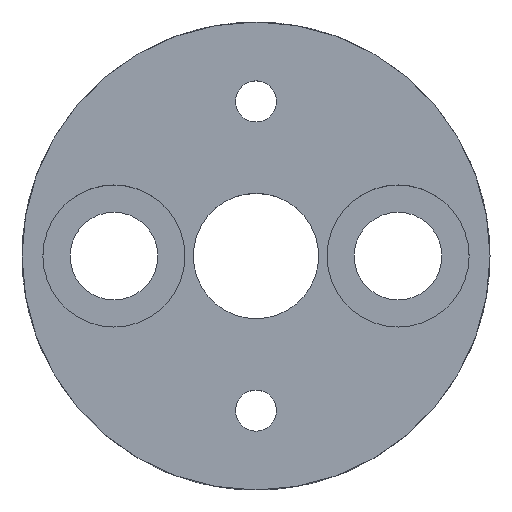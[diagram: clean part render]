
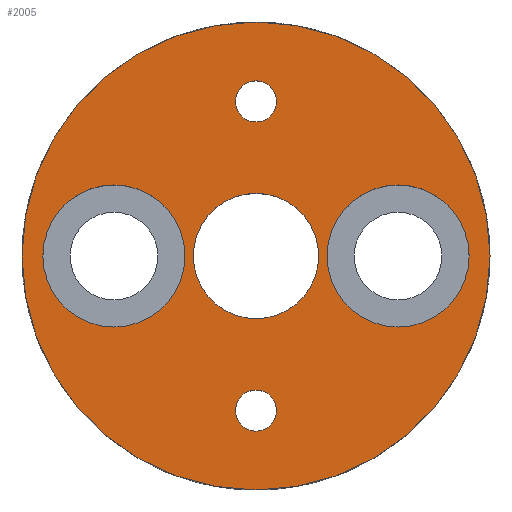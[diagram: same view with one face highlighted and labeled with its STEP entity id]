
A CAD part, top view. The second image highlights one B-rep face of the part: STEP entity #2005.
In plain terms, the highlighted planar face has unit normal (0, 0, 1).
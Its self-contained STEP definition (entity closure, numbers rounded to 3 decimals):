
#973=EDGE_CURVE('',#2015,#2481,#2842,.T.);
#1139=VERTEX_POINT('',#3032);
#1151=EDGE_CURVE('',#2673,#1265,#3045,.T.);
#1265=VERTEX_POINT('',#3166);
#1275=EDGE_CURVE('',#2187,#2209,#3177,.T.);
#1515=EDGE_CURVE('',#1733,#1821,#3443,.T.);
#1605=EDGE_CURVE('',#2245,#2597,#3544,.T.);
#1661=EDGE_CURVE('',#1821,#1733,#3607,.T.);
#1725=EDGE_CURVE('',#2597,#2245,#3676,.T.);
#1733=VERTEX_POINT('',#3684);
#1741=EDGE_CURVE('',#1265,#2673,#3692,.T.);
#1821=VERTEX_POINT('',#3783);
#1997=EDGE_CURVE('',#2209,#2187,#3983,.T.);
#2005=ADVANCED_FACE('',(#3991,#3992,#3993,#3994,#3995,#3996),#3997,.T.);
#2015=VERTEX_POINT('',#4009);
#2117=EDGE_CURVE('',#2481,#2015,#4124,.T.);
#2151=EDGE_CURVE('',#1139,#2399,#4164,.T.);
#2187=VERTEX_POINT('',#4202);
#2209=VERTEX_POINT('',#4226);
#2245=VERTEX_POINT('',#4264);
#2309=EDGE_CURVE('',#2399,#1139,#4342,.T.);
#2399=VERTEX_POINT('',#4441);
#2481=VERTEX_POINT('',#4537);
#2597=VERTEX_POINT('',#4668);
#2673=VERTEX_POINT('',#4757);
#2842=CIRCLE('',#4941,7.5);
#3032=CARTESIAN_POINT('',(2.465,18.5,13.0));
#3045=CIRCLE('',#5206,8.5);
#3166=CARTESIAN_POINT('',(25.5,0.,13.0));
#3177=CIRCLE('',#5384,8.5);
#3443=CIRCLE('',#5731,28.0);
#3544=CIRCLE('',#5864,2.465);
#3607=CIRCLE('',#5951,28.0);
#3676=CIRCLE('',#6044,2.465);
#3684=CARTESIAN_POINT('',(28.0,0.,13.0));
#3692=CIRCLE('',#6067,8.5);
#3783=CARTESIAN_POINT('',(-28.0,0.,13.0));
#3983=CIRCLE('',#6436,8.5);
#3991=FACE_BOUND('',#6446,.T.);
#3992=FACE_BOUND('',#6447,.T.);
#3993=FACE_BOUND('',#6448,.T.);
#3994=FACE_BOUND('',#6449,.T.);
#3995=FACE_BOUND('',#6450,.T.);
#3996=FACE_OUTER_BOUND('',#6451,.T.);
#3997=PLANE('',#6452);
#4009=CARTESIAN_POINT('',(7.5,0.,13.0));
#4124=CIRCLE('',#6607,7.5);
#4164=CIRCLE('',#6653,2.465);
#4202=CARTESIAN_POINT('',(-25.5,0.0,13.0));
#4226=CARTESIAN_POINT('',(-8.5,0.,13.0));
#4264=CARTESIAN_POINT('',(2.465,-18.5,13.0));
#4342=CIRCLE('',#6882,2.465);
#4441=CARTESIAN_POINT('',(-2.465,18.5,13.0));
#4537=CARTESIAN_POINT('',(-7.5,0.0,13.0));
#4668=CARTESIAN_POINT('',(-2.465,-18.5,13.0));
#4757=CARTESIAN_POINT('',(8.5,0.0,13.0));
#4941=AXIS2_PLACEMENT_3D('',#7634,#7635,#7636);
#5206=AXIS2_PLACEMENT_3D('',#7917,#7918,#7919);
#5384=AXIS2_PLACEMENT_3D('',#8049,#8050,#8051);
#5731=AXIS2_PLACEMENT_3D('',#8415,#8416,#8417);
#5864=AXIS2_PLACEMENT_3D('',#8543,#8544,#8545);
#5951=AXIS2_PLACEMENT_3D('',#8646,#8647,#8648);
#6044=AXIS2_PLACEMENT_3D('',#8733,#8734,#8735);
#6067=AXIS2_PLACEMENT_3D('',#8744,#8745,#8746);
#6436=AXIS2_PLACEMENT_3D('',#9157,#9158,#9159);
#6446=EDGE_LOOP('',(#9167,#9168));
#6447=EDGE_LOOP('',(#9169,#9170));
#6448=EDGE_LOOP('',(#9171,#9172));
#6449=EDGE_LOOP('',(#9173,#9174));
#6450=EDGE_LOOP('',(#9175,#9176));
#6451=EDGE_LOOP('',(#9177,#9178));
#6452=AXIS2_PLACEMENT_3D('',#9179,#9180,#9181);
#6607=AXIS2_PLACEMENT_3D('',#9363,#9364,#9365);
#6653=AXIS2_PLACEMENT_3D('',#9424,#9425,#9426);
#6882=AXIS2_PLACEMENT_3D('',#9687,#9688,#9689);
#7634=CARTESIAN_POINT('',(0.0,0.,13.0));
#7635=DIRECTION('',(0.,0.,-1.0));
#7636=DIRECTION('',(1.0,0.,0.));
#7917=CARTESIAN_POINT('',(17.0,0.0,13.0));
#7918=DIRECTION('',(0.,0.,-1.0));
#7919=DIRECTION('',(1.0,0.,0.));
#8049=CARTESIAN_POINT('',(-17.0,0.0,13.0));
#8050=DIRECTION('',(0.,0.,-1.0));
#8051=DIRECTION('',(1.0,0.,0.));
#8415=CARTESIAN_POINT('',(0.,0.,13.0));
#8416=DIRECTION('',(0.,0.,1.0));
#8417=DIRECTION('',(-1.0,0.,0.));
#8543=CARTESIAN_POINT('',(0.0,-18.5,13.0));
#8544=DIRECTION('',(0.,0.,-1.0));
#8545=DIRECTION('',(1.0,0.,0.));
#8646=CARTESIAN_POINT('',(0.,0.,13.0));
#8647=DIRECTION('',(0.,0.,1.0));
#8648=DIRECTION('',(-1.0,0.,0.));
#8733=CARTESIAN_POINT('',(0.0,-18.5,13.0));
#8734=DIRECTION('',(0.,0.,-1.0));
#8735=DIRECTION('',(1.0,0.,0.));
#8744=CARTESIAN_POINT('',(17.0,0.0,13.0));
#8745=DIRECTION('',(0.,0.,-1.0));
#8746=DIRECTION('',(1.0,0.,0.));
#9157=CARTESIAN_POINT('',(-17.0,0.0,13.0));
#9158=DIRECTION('',(0.,0.,-1.0));
#9159=DIRECTION('',(1.0,0.,0.));
#9167=ORIENTED_EDGE('',*,*,#1275,.T.);
#9168=ORIENTED_EDGE('',*,*,#1997,.T.);
#9169=ORIENTED_EDGE('',*,*,#1151,.T.);
#9170=ORIENTED_EDGE('',*,*,#1741,.T.);
#9171=ORIENTED_EDGE('',*,*,#2309,.T.);
#9172=ORIENTED_EDGE('',*,*,#2151,.T.);
#9173=ORIENTED_EDGE('',*,*,#1725,.T.);
#9174=ORIENTED_EDGE('',*,*,#1605,.T.);
#9175=ORIENTED_EDGE('',*,*,#2117,.T.);
#9176=ORIENTED_EDGE('',*,*,#973,.T.);
#9177=ORIENTED_EDGE('',*,*,#1661,.T.);
#9178=ORIENTED_EDGE('',*,*,#1515,.T.);
#9179=CARTESIAN_POINT('',(-14.0,0.,13.0));
#9180=DIRECTION('',(0.,0.,1.0));
#9181=DIRECTION('',(-1.0,0.,0.0));
#9363=CARTESIAN_POINT('',(0.0,0.,13.0));
#9364=DIRECTION('',(0.,0.,-1.0));
#9365=DIRECTION('',(1.0,0.,0.));
#9424=CARTESIAN_POINT('',(0.0,18.5,13.0));
#9425=DIRECTION('',(0.,0.,-1.0));
#9426=DIRECTION('',(1.0,0.,0.));
#9687=CARTESIAN_POINT('',(0.0,18.5,13.0));
#9688=DIRECTION('',(0.,0.,-1.0));
#9689=DIRECTION('',(1.0,0.,0.));
